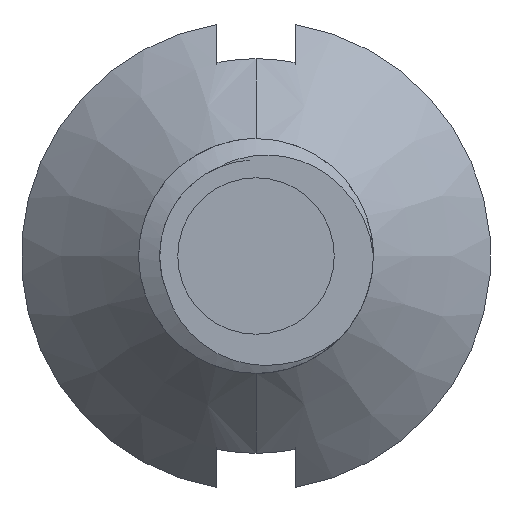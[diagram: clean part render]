
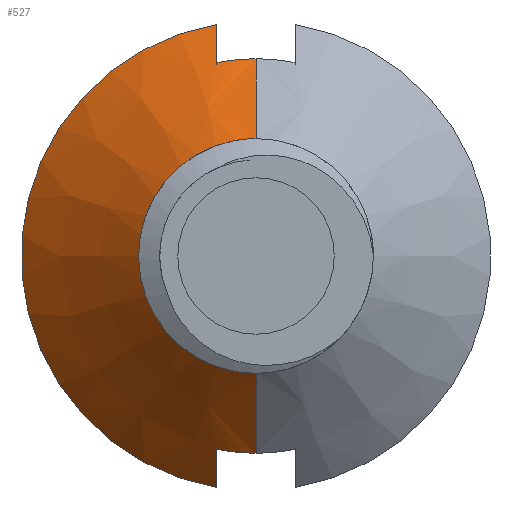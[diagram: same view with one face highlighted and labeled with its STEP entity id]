
A CAD part, front view. The second image highlights one B-rep face of the part: STEP entity #527.
In plain terms, the highlighted conical face has half-angle 45 degrees and reference radius 3 mm.
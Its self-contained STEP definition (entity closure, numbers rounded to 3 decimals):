
#22 = DIRECTION ( 'NONE',  ( 0., 0., 1. ) ) ;
#43 = ORIENTED_EDGE ( 'NONE', *, *, #910, .T. ) ;
#45 = CARTESIAN_POINT ( 'NONE',  ( -1., 12.68, -5.591 ) ) ;
#61 = ORIENTED_EDGE ( 'NONE', *, *, #1011, .T. ) ;
#74 = VERTEX_POINT ( 'NONE', #1495 ) ;
#80 = VERTEX_POINT ( 'NONE', #1212 ) ;
#119 = CARTESIAN_POINT ( 'NONE',  ( 0., 10., 3. ) ) ;
#129 = ORIENTED_EDGE ( 'NONE', *, *, #1521, .F. ) ;
#151 = VERTEX_POINT ( 'NONE', #227 ) ;
#182 = AXIS2_PLACEMENT_3D ( 'NONE', #598, #1021, #1169 ) ;
#227 = CARTESIAN_POINT ( 'NONE',  ( 0., 10., 3. ) ) ;
#238 = CIRCLE ( 'NONE', #1810, 3. ) ;
#253 = AXIS2_PLACEMENT_3D ( 'NONE', #263, #825, #1413 ) ;
#263 = CARTESIAN_POINT ( 'NONE',  ( 0., 13., 0. ) ) ;
#266 = LINE ( 'NONE', #119, #603 ) ;
#275 = AXIS2_PLACEMENT_3D ( 'NONE', #460, #1583, #452 ) ;
#299 = EDGE_CURVE ( 'NONE', #74, #1392, #1122, .T. ) ;
#335 = CARTESIAN_POINT ( 'NONE',  ( -1., 13., 5.916 ) ) ;
#355 = CIRCLE ( 'NONE', #714, 5.04 ) ;
#396 = VECTOR ( 'NONE', #1279, 1000. ) ;
#429 = DIRECTION ( 'NONE',  ( 0., -1., 0. ) ) ;
#452 = DIRECTION ( 'NONE',  ( 0., 0., 1. ) ) ;
#455 = CARTESIAN_POINT ( 'NONE',  ( -1., 12.04, 4.94 ) ) ;
#460 = CARTESIAN_POINT ( 'NONE',  ( 0., 12.04, 0. ) ) ;
#484 = EDGE_CURVE ( 'NONE', #80, #848, #986, .T. ) ;
#505 = CONICAL_SURFACE ( 'NONE', #182, 3., 0.785 ) ;
#527 = ADVANCED_FACE ( 'NONE', ( #1724 ), #505, .T. ) ;
#565 = ORIENTED_EDGE ( 'NONE', *, *, #484, .T. ) ;
#594 = ORIENTED_EDGE ( 'NONE', *, *, #1654, .F. ) ;
#598 = CARTESIAN_POINT ( 'NONE',  ( 0., 10., 0. ) ) ;
#600 = VERTEX_POINT ( 'NONE', #1263 ) ;
#603 = VECTOR ( 'NONE', #1271, 1000. ) ;
#627 = VERTEX_POINT ( 'NONE', #1127 ) ;
#628 = VERTEX_POINT ( 'NONE', #335 ) ;
#714 = AXIS2_PLACEMENT_3D ( 'NONE', #1321, #885, #22 ) ;
#742 = CARTESIAN_POINT ( 'NONE',  ( -1., 12.359, -5.266 ) ) ;
#825 = DIRECTION ( 'NONE',  ( 0., -1., 0. ) ) ;
#826 = B_SPLINE_CURVE_WITH_KNOTS ( 'NONE', 3,
 ( #1491, #742, #45, #1189 ),
 .UNSPECIFIED., .F., .F.,
 ( 4, 4 ),
 ( 0.014, 0.016 ),
 .UNSPECIFIED. ) ;
#840 = CARTESIAN_POINT ( 'NONE',  ( -1., 12.359, 5.266 ) ) ;
#848 = VERTEX_POINT ( 'NONE', #1691 ) ;
#849 = CARTESIAN_POINT ( 'NONE',  ( -1., 12.68, 5.591 ) ) ;
#885 = DIRECTION ( 'NONE',  ( 0., -1., 0. ) ) ;
#910 = EDGE_CURVE ( 'NONE', #628, #627, #1798, .T. ) ;
#929 = ORIENTED_EDGE ( 'NONE', *, *, #1587, .T. ) ;
#933 = B_SPLINE_CURVE_WITH_KNOTS ( 'NONE', 3,
 ( #1569, #849, #840, #455 ),
 .UNSPECIFIED., .F., .F.,
 ( 4, 4 ),
 ( 0., 0.001 ),
 .UNSPECIFIED. ) ;
#986 = CIRCLE ( 'NONE', #275, 5.04 ) ;
#1011 = EDGE_CURVE ( 'NONE', #600, #1392, #355, .T. ) ;
#1021 = DIRECTION ( 'NONE',  ( 0., 1., 0. ) ) ;
#1122 = LINE ( 'NONE', #1411, #396 ) ;
#1127 = CARTESIAN_POINT ( 'NONE',  ( -1., 13., -5.916 ) ) ;
#1169 = DIRECTION ( 'NONE',  ( 0., 0., 1. ) ) ;
#1171 = EDGE_LOOP ( 'NONE', ( #1600, #1217, #929, #565, #129, #43, #594, #61 ) ) ;
#1189 = CARTESIAN_POINT ( 'NONE',  ( -1., 13., -5.916 ) ) ;
#1212 = CARTESIAN_POINT ( 'NONE',  ( 0., 12.04, 5.04 ) ) ;
#1217 = ORIENTED_EDGE ( 'NONE', *, *, #1779, .F. ) ;
#1263 = CARTESIAN_POINT ( 'NONE',  ( -1., 12.04, -4.94 ) ) ;
#1271 = DIRECTION ( 'NONE',  ( 0., 0.707, 0.707 ) ) ;
#1279 = DIRECTION ( 'NONE',  ( 0., 0.707, -0.707 ) ) ;
#1295 = DIRECTION ( 'NONE',  ( 0., 0., -1. ) ) ;
#1303 = CARTESIAN_POINT ( 'NONE',  ( 0., 12.04, -5.04 ) ) ;
#1321 = CARTESIAN_POINT ( 'NONE',  ( 0., 12.04, 0. ) ) ;
#1392 = VERTEX_POINT ( 'NONE', #1303 ) ;
#1411 = CARTESIAN_POINT ( 'NONE',  ( 0., 10., -3. ) ) ;
#1413 = DIRECTION ( 'NONE',  ( 0., 0., -1. ) ) ;
#1491 = CARTESIAN_POINT ( 'NONE',  ( -1., 12.04, -4.94 ) ) ;
#1495 = CARTESIAN_POINT ( 'NONE',  ( 0., 10., -3. ) ) ;
#1521 = EDGE_CURVE ( 'NONE', #628, #848, #933, .T. ) ;
#1569 = CARTESIAN_POINT ( 'NONE',  ( -1., 13., 5.916 ) ) ;
#1583 = DIRECTION ( 'NONE',  ( 0., -1., 0. ) ) ;
#1587 = EDGE_CURVE ( 'NONE', #151, #80, #266, .T. ) ;
#1600 = ORIENTED_EDGE ( 'NONE', *, *, #299, .F. ) ;
#1654 = EDGE_CURVE ( 'NONE', #600, #627, #826, .T. ) ;
#1691 = CARTESIAN_POINT ( 'NONE',  ( -1., 12.04, 4.94 ) ) ;
#1724 = FACE_OUTER_BOUND ( 'NONE', #1171, .T. ) ;
#1728 = CARTESIAN_POINT ( 'NONE',  ( 0., 10., 0. ) ) ;
#1779 = EDGE_CURVE ( 'NONE', #151, #74, #238, .T. ) ;
#1798 = CIRCLE ( 'NONE', #253, 6. ) ;
#1810 = AXIS2_PLACEMENT_3D ( 'NONE', #1728, #429, #1295 ) ;
